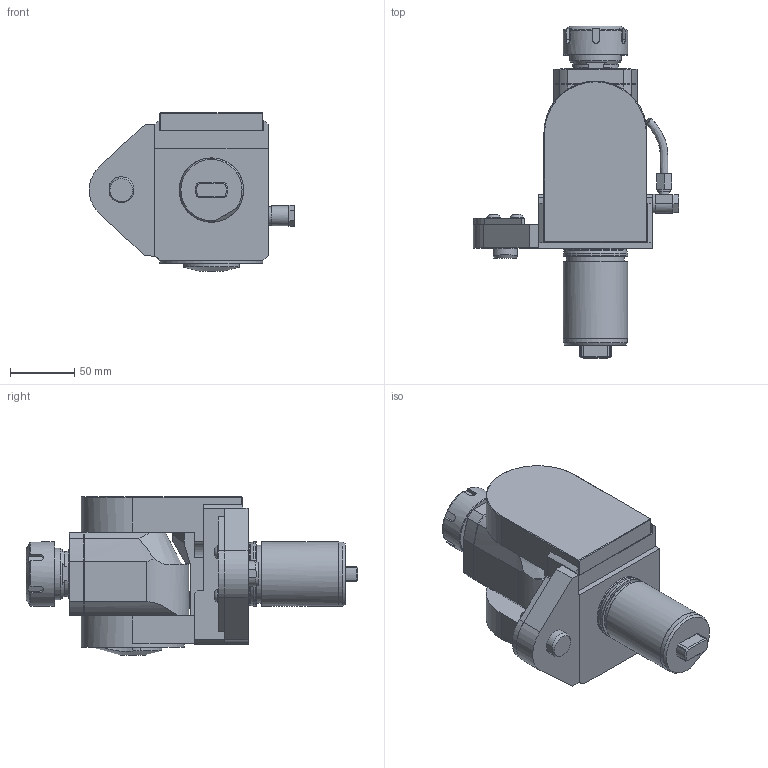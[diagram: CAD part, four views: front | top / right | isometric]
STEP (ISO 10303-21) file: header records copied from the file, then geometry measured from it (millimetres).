
FILE_DESCRIPTION (( 'STEP AP214' ), '1' );
FILE_NAME ('ROPPH50131DMZ3.STEP', '2025-09-12T14:48:41', ( '' ), ( '' ), 'SwSTEP 2.0', 'SolidWorks 2023', '' );
FILE_SCHEMA (( 'AUTOMOTIVE_DESIGN' ));
Length unit declared in the file: millimetre
Products named in the file (1): ROPPH50131DMZ3
Bounding box: 159.63 x 257.81 x 123 mm (x, y, z)
Volume: 1360292.2 mm3; surface area: 118924.1 mm2
Topology: 2 solids, 4 shells, 640 faces, 1662 edges, 1081 vertices
Faces by surface type: plane 402, cylinder 104, bspline 89, cone 24, torus 17, sphere 4
Full cylindrical faces by diameter (mm): 1.7 x1, 2.1 x1, 6.366 x1, 8.2 x1, 9.8 x1, 10.5 x4, 14.5 x1, 40 x1, 45 x1, 48.7 x1, 50 x3, 80 x1
Entity records: 29527 total; most frequent: CARTESIAN_POINT 11524, ORIENTED_EDGE 3240, DIRECTION 2640, EDGE_CURVE 1620, VERTEX_POINT 1070, LINE 1050, VECTOR 1050, AXIS2_PLACEMENT_3D 795
